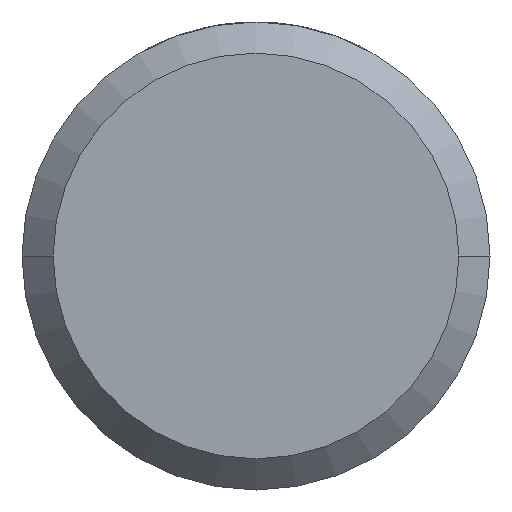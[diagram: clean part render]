
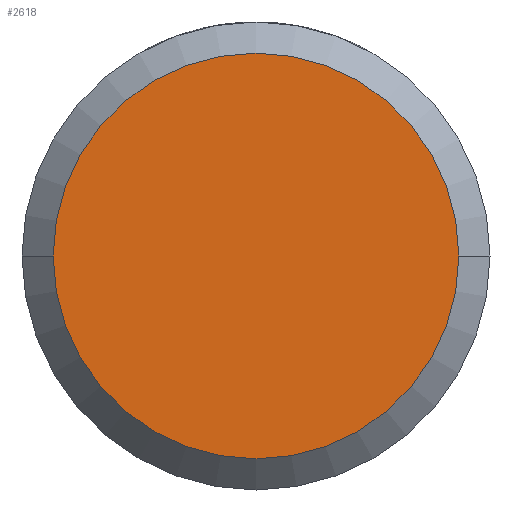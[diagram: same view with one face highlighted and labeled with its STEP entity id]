
A CAD part, front view. The second image highlights one B-rep face of the part: STEP entity #2618.
In plain terms, the highlighted planar face has unit normal (0, -1, 0).
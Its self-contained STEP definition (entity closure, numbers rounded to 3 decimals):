
#395 = EDGE_LOOP ( 'NONE', ( #2917, #2323 ) ) ;
#546 = VERTEX_POINT ( 'NONE', #2905 ) ;
#591 = AXIS2_PLACEMENT_3D ( 'NONE', #915, #2576, #1880 ) ;
#605 = CARTESIAN_POINT ( 'NONE',  ( 0., -40., -1.5 ) ) ;
#655 = AXIS2_PLACEMENT_3D ( 'NONE', #605, #2019, #2028 ) ;
#853 = CIRCLE ( 'NONE', #2658, 1.3 ) ;
#863 = CARTESIAN_POINT ( 'NONE',  ( -1.3, -40., 0. ) ) ;
#915 = CARTESIAN_POINT ( 'NONE',  ( 0., -40., 0. ) ) ;
#1391 = EDGE_CURVE ( 'Defeature ausgef�hrt2_5+Defeature ausgef�hrt2_12+Defeature ausgef�hrt2_12+Defeature ausgef�hrt2_12', #2834, #546, #853, .T. ) ;
#1440 = DIRECTION ( 'NONE',  ( 0., -1., 0. ) ) ;
#1848 = CIRCLE ( 'NONE', #591, 1.3 ) ;
#1880 = DIRECTION ( 'NONE',  ( 1., 0., 0. ) ) ;
#1903 = DIRECTION ( 'NONE',  ( 1., 0., 0. ) ) ;
#2019 = DIRECTION ( 'NONE',  ( 0., 1., 0. ) ) ;
#2028 = DIRECTION ( 'NONE',  ( 1., 0., 0. ) ) ;
#2264 = PLANE ( 'NONE',  #655 ) ;
#2323 = ORIENTED_EDGE ( 'NONE', *, *, #1391, .T. ) ;
#2381 = EDGE_CURVE ( 'Defeature ausgef�hrt2_5+Defeature ausgef�hrt2_12+Defeature ausgef�hrt2_12+Defeature ausgef�hrt2_12', #546, #2834, #1848, .T. ) ;
#2576 = DIRECTION ( 'NONE',  ( 0., -1., 0. ) ) ;
#2618 = ADVANCED_FACE ( 'Defeature ausgef�hrt2_5', ( #2795 ), #2264, .F. ) ;
#2658 = AXIS2_PLACEMENT_3D ( 'NONE', #3141, #1440, #1903 ) ;
#2795 = FACE_OUTER_BOUND ( 'NONE', #395, .T. ) ;
#2834 = VERTEX_POINT ( 'NONE', #863 ) ;
#2905 = CARTESIAN_POINT ( 'NONE',  ( 1.3, -40., 0. ) ) ;
#2917 = ORIENTED_EDGE ( 'NONE', *, *, #2381, .T. ) ;
#3141 = CARTESIAN_POINT ( 'NONE',  ( 0., -40., 0. ) ) ;
